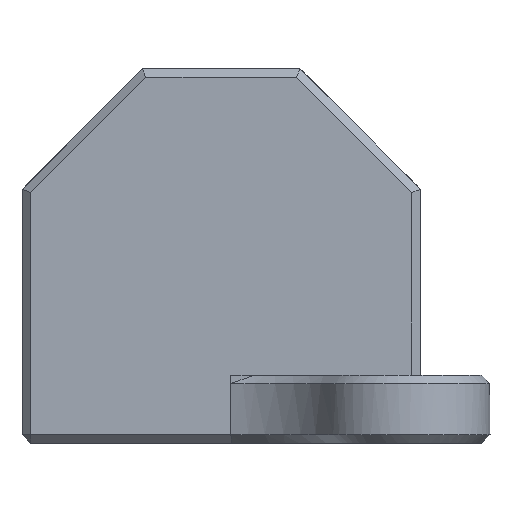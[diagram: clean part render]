
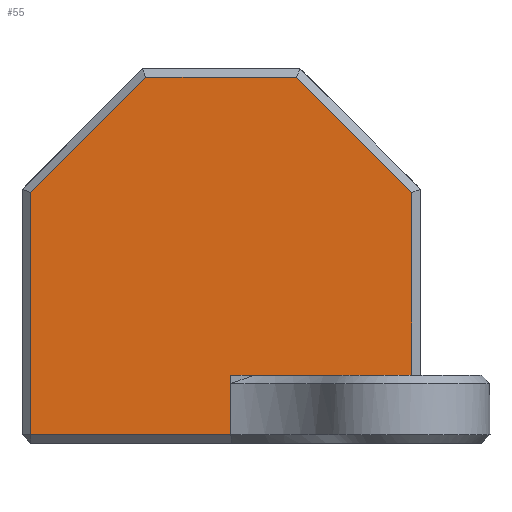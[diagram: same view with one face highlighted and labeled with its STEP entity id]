
A CAD part, front view. The second image highlights one B-rep face of the part: STEP entity #55.
In plain terms, the highlighted planar face has unit normal (0, -1, 0).
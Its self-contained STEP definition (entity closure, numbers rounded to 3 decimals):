
#55=ADVANCED_FACE('',(#265),#3183,.T.);
#265=FACE_OUTER_BOUND('',#480,.T.);
#480=EDGE_LOOP('',(#831,#832,#833,#834,#835,#836,#837,#838,#839,#840));
#831=ORIENTED_EDGE('',*,*,#1748,.T.);
#832=ORIENTED_EDGE('',*,*,#1757,.F.);
#833=ORIENTED_EDGE('',*,*,#1752,.T.);
#834=ORIENTED_EDGE('',*,*,#1782,.F.);
#835=ORIENTED_EDGE('',*,*,#1720,.F.);
#836=ORIENTED_EDGE('',*,*,#1714,.T.);
#837=ORIENTED_EDGE('',*,*,#1715,.T.);
#838=ORIENTED_EDGE('',*,*,#1721,.F.);
#839=ORIENTED_EDGE('',*,*,#1743,.T.);
#840=ORIENTED_EDGE('',*,*,#1755,.T.);
#1714=EDGE_CURVE('',#2770,#2771,#2266,.T.);
#1715=EDGE_CURVE('',#2771,#2769,#2267,.T.);
#1720=EDGE_CURVE('',#2770,#2776,#2272,.T.);
#1721=EDGE_CURVE('',#2779,#2769,#2273,.T.);
#1743=EDGE_CURVE('',#2779,#2800,#2295,.T.);
#1748=EDGE_CURVE('',#2803,#2804,#2300,.T.);
#1752=EDGE_CURVE('',#2806,#2793,#2304,.T.);
#1755=EDGE_CURVE('',#2800,#2803,#2307,.T.);
#1757=EDGE_CURVE('',#2806,#2804,#2309,.T.);
#1782=EDGE_CURVE('',#2776,#2793,#2334,.T.);
#2266=B_SPLINE_CURVE_WITH_KNOTS('',1,(#5413,#5414),.UNSPECIFIED.,.F.,.F.,
(2,2),(-1.385,0.),.UNSPECIFIED.);
#2267=B_SPLINE_CURVE_WITH_KNOTS('',1,(#5415,#5416),.UNSPECIFIED.,.F.,.F.,
(2,2),(0.,1.385),.UNSPECIFIED.);
#2272=B_SPLINE_CURVE_WITH_KNOTS('',1,(#5493,#5494),.UNSPECIFIED.,.F.,.F.,
(2,2),(-3.5,-0.5),.UNSPECIFIED.);
#2273=B_SPLINE_CURVE_WITH_KNOTS('',1,(#5495,#5496),.UNSPECIFIED.,.F.,.F.,
(2,2),(0.5,9.751),.UNSPECIFIED.);
#2295=B_SPLINE_CURVE_WITH_KNOTS('',1,(#5724,#5725),.UNSPECIFIED.,.F.,.F.,
(2,2),(0.,10.722),.UNSPECIFIED.);
#2300=B_SPLINE_CURVE_WITH_KNOTS('',1,(#5744,#5745),.UNSPECIFIED.,.F.,.F.,
(2,2),(0.207,9.051),.UNSPECIFIED.);
#2304=B_SPLINE_CURVE_WITH_KNOTS('',1,(#5772,#5773),.UNSPECIFIED.,.F.,.F.,
(2,2),(0.207,14.429),.UNSPECIFIED.);
#2307=B_SPLINE_CURVE_WITH_KNOTS('',1,(#5788,#5789),.UNSPECIFIED.,.F.,.F.,
(2,2),(0.207,9.793),.UNSPECIFIED.);
#2309=B_SPLINE_CURVE_WITH_KNOTS('',1,(#5792,#5793),.UNSPECIFIED.,.F.,.F.,
(2,2),(0.207,9.793),.UNSPECIFIED.);
#2334=B_SPLINE_CURVE_WITH_KNOTS('',1,(#5961,#5962),.UNSPECIFIED.,.F.,.F.,
(2,2),(0.,11.764),.UNSPECIFIED.);
#2769=VERTEX_POINT('',#5084);
#2770=VERTEX_POINT('',#5085);
#2771=VERTEX_POINT('',#5086);
#2776=VERTEX_POINT('',#5091);
#2779=VERTEX_POINT('',#5094);
#2793=VERTEX_POINT('',#5108);
#2800=VERTEX_POINT('',#5115);
#2803=VERTEX_POINT('',#5118);
#2804=VERTEX_POINT('',#5119);
#2806=VERTEX_POINT('',#5121);
#3183=PLANE('',#3341);
#3341=AXIS2_PLACEMENT_3D('',#4253,#3461,$);
#3461=DIRECTION('',(0.,-1.,0.));
#4253=CARTESIAN_POINT('',(-13.2,-20.8,-4.));
#5084=CARTESIAN_POINT('',(0.449,-20.8,0.));
#5085=CARTESIAN_POINT('',(-0.936,-20.8,-0.5));
#5086=CARTESIAN_POINT('',(-0.936,-20.8,0.));
#5091=CARTESIAN_POINT('',(-0.936,-20.8,-3.5));
#5094=CARTESIAN_POINT('',(9.7,-20.8,0.));
#5108=CARTESIAN_POINT('',(-12.7,-20.8,-3.5));
#5115=CARTESIAN_POINT('',(9.7,-20.8,10.722));
#5118=CARTESIAN_POINT('',(2.922,-20.8,17.5));
#5119=CARTESIAN_POINT('',(-5.922,-20.8,17.5));
#5121=CARTESIAN_POINT('',(-12.7,-20.8,10.722));
#5413=CARTESIAN_POINT('',(-0.936,-20.8,-0.5));
#5414=CARTESIAN_POINT('',(-0.936,-20.8,0.));
#5415=CARTESIAN_POINT('',(-0.936,-20.8,0.));
#5416=CARTESIAN_POINT('',(0.449,-20.8,0.));
#5493=CARTESIAN_POINT('',(-0.936,-20.8,-0.5));
#5494=CARTESIAN_POINT('',(-0.936,-20.8,-3.5));
#5495=CARTESIAN_POINT('',(9.7,-20.8,0.));
#5496=CARTESIAN_POINT('',(0.449,-20.8,0.));
#5724=CARTESIAN_POINT('',(9.7,-20.8,0.));
#5725=CARTESIAN_POINT('',(9.7,-20.8,10.722));
#5744=CARTESIAN_POINT('',(2.922,-20.8,17.5));
#5745=CARTESIAN_POINT('',(-5.922,-20.8,17.5));
#5772=CARTESIAN_POINT('',(-12.7,-20.8,10.722));
#5773=CARTESIAN_POINT('',(-12.7,-20.8,-3.5));
#5788=CARTESIAN_POINT('',(9.7,-20.8,10.722));
#5789=CARTESIAN_POINT('',(2.922,-20.8,17.5));
#5792=CARTESIAN_POINT('',(-12.7,-20.8,10.722));
#5793=CARTESIAN_POINT('',(-5.922,-20.8,17.5));
#5961=CARTESIAN_POINT('',(-0.936,-20.8,-3.5));
#5962=CARTESIAN_POINT('',(-12.7,-20.8,-3.5));
